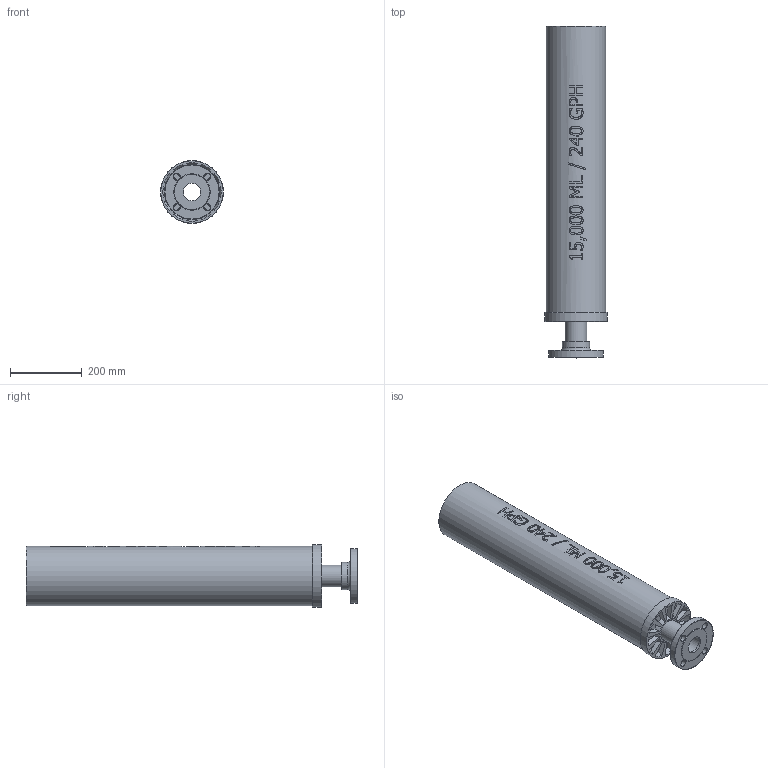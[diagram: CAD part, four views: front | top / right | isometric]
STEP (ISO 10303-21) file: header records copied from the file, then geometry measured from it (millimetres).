
FILE_DESCRIPTION((''),'2;1');
FILE_NAME('PV#1-15000-F_R0.iam.stp','2016-10-13T14:09:04',(''),(''),'Autodesk Inventor 2009','Autodesk Inventor 2009','');
FILE_SCHEMA(('AUTOMOTIVE_DESIGN { 1 0 10303 214 1 1 1 1 }'));
Length unit declared in the file: inch
Products named in the file (6): PV#1-15000-F_R0; PV-15000-TUBE_R0; PV-SW-10000_R2; SA-20FLG-PVC_R0; FLG-20PVC_R0; PIPE-20PVC_R0
Assembly tree (5 placements, depth 3):
  PV#1-15000-F_R0
    PV-15000-TUBE_R0
    PV-SW-10000_R2
    SA-20FLG-PVC_R0
      FLG-20PVC_R0
      PIPE-20PVC_R0
Bounding box: 175.41 x 927.1 x 175.41 mm (x, y, z)
Volume: 1781020.7 mm3; surface area: 1017120.7 mm2
Topology: 4 solids, 4 shells, 316 faces, 801 edges, 527 vertices
Faces by surface type: bspline 159, plane 111, cylinder 28, cone 18
Full cylindrical faces by diameter (mm): 19.05 x2, 49.251 x1, 60.325 x1, 160.528 x1, 165.1 x1, 175.412 x1
Entity records: 59606 total; most frequent: CARTESIAN_POINT 53023, ORIENTED_EDGE 1540, DIRECTION 892, EDGE_CURVE 770, VERTEX_POINT 520, EDGE_LOOP 390, FACE_OUTER_BOUND 316, ADVANCED_FACE 316
